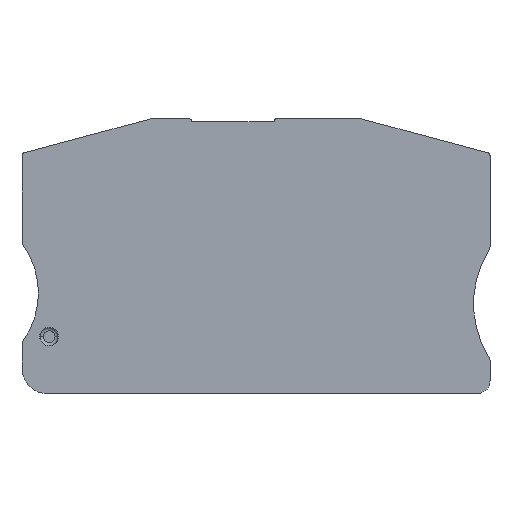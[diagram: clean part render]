
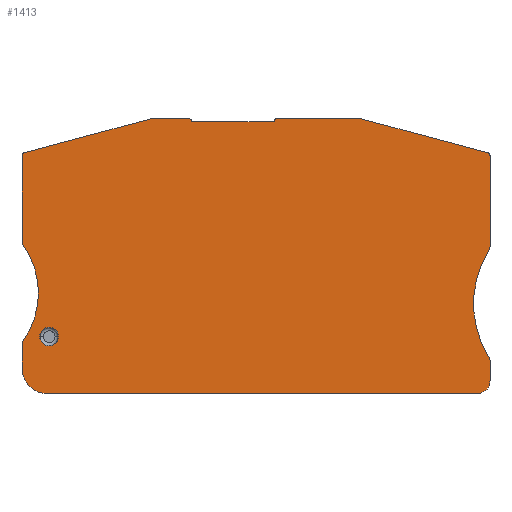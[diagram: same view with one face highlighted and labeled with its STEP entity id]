
A CAD part, top view. The second image highlights one B-rep face of the part: STEP entity #1413.
In plain terms, the highlighted planar face has unit normal (0, 0, 1).
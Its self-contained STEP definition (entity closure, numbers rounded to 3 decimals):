
#428=DIRECTION('',(-0.358,-0.934,0.));
#429=VECTOR('',#428,0.192);
#430=CARTESIAN_POINT('',(6.587,43.279,8.3));
#431=LINE('',#430,#429);
#436=DIRECTION('',(-0.358,0.934,0.));
#437=VECTOR('',#436,0.192);
#438=CARTESIAN_POINT('',(-6.518,43.1,8.3));
#439=LINE('',#438,#437);
#444=CARTESIAN_POINT('',(-29.05,9.1,8.3));
#445=DIRECTION('',(0.,0.,1.));
#446=DIRECTION('',(1.,0.,0.));
#447=AXIS2_PLACEMENT_3D('',#444,#445,#446);
#449=CARTESIAN_POINT('',(-29.05,9.1,8.3));
#450=DIRECTION('',(0.,0.,1.));
#451=DIRECTION('',(-1.,0.,0.));
#452=AXIS2_PLACEMENT_3D('',#449,#450,#451);
#454=DIRECTION('',(1.,0.,0.));
#455=VECTOR('',#454,13.035);
#456=CARTESIAN_POINT('',(-6.518,43.1,8.3));
#457=LINE('',#456,#455);
#458=CARTESIAN_POINT('',(7.053,43.1,8.3));
#459=DIRECTION('',(0.,0.,1.));
#460=DIRECTION('',(0.,1.,0.));
#461=AXIS2_PLACEMENT_3D('',#458,#459,#460);
#463=DIRECTION('',(-1.,0.,0.));
#464=VECTOR('',#463,12.997);
#465=CARTESIAN_POINT('',(20.05,43.6,8.3));
#466=LINE('',#465,#464);
#467=DIRECTION('',(-0.966,0.259,0.));
#468=VECTOR('',#467,20.943);
#469=CARTESIAN_POINT('',(40.279,38.18,8.3));
#470=LINE('',#469,#468);
#471=CARTESIAN_POINT('',(40.15,37.697,8.3));
#472=DIRECTION('',(0.,0.,1.));
#473=DIRECTION('',(1.,0.,0.));
#474=AXIS2_PLACEMENT_3D('',#471,#472,#473);
#476=DIRECTION('',(0.,1.,0.));
#477=VECTOR('',#476,7.162);
#478=CARTESIAN_POINT('',(40.65,30.535,8.3));
#479=LINE('',#478,#477);
#480=DIRECTION('',(0.,1.,0.));
#481=VECTOR('',#480,7.199);
#482=CARTESIAN_POINT('',(40.65,23.335,8.3));
#483=LINE('',#482,#481);
#484=CARTESIAN_POINT('',(39.65,23.335,8.3));
#485=DIRECTION('',(0.,0.,1.));
#486=DIRECTION('',(0.847,-0.531,0.));
#487=AXIS2_PLACEMENT_3D('',#484,#485,#486);
#489=CARTESIAN_POINT('',(54.05,14.3,8.3));
#490=DIRECTION('',(0.,0.,-1.));
#491=DIRECTION('',(-0.847,-0.531,0.));
#492=AXIS2_PLACEMENT_3D('',#489,#490,#491);
#494=CARTESIAN_POINT('',(39.65,5.265,8.3));
#495=DIRECTION('',(0.,0.,1.));
#496=DIRECTION('',(1.,0.,0.));
#497=AXIS2_PLACEMENT_3D('',#494,#495,#496);
#499=DIRECTION('',(0.,1.,0.));
#500=VECTOR('',#499,3.165);
#501=CARTESIAN_POINT('',(40.65,2.1,8.3));
#502=LINE('',#501,#500);
#503=CARTESIAN_POINT('',(38.65,2.1,8.3));
#504=DIRECTION('',(0.,0.,1.));
#505=DIRECTION('',(0.,-1.,0.));
#506=AXIS2_PLACEMENT_3D('',#503,#504,#505);
#508=DIRECTION('',(1.,0.,0.));
#509=VECTOR('',#508,68.);
#510=CARTESIAN_POINT('',(-29.35,0.1,8.3));
#511=LINE('',#510,#509);
#512=CARTESIAN_POINT('',(-29.35,4.1,8.3));
#513=DIRECTION('',(0.,0.,1.));
#514=DIRECTION('',(-1.,0.,0.));
#515=AXIS2_PLACEMENT_3D('',#512,#513,#514);
#517=DIRECTION('',(0.,-1.,0.));
#518=VECTOR('',#517,3.773);
#519=CARTESIAN_POINT('',(-33.35,7.873,8.3));
#520=LINE('',#519,#518);
#521=CARTESIAN_POINT('',(-32.35,7.873,8.3));
#522=DIRECTION('',(0.,0.,1.));
#523=DIRECTION('',(-0.814,0.58,0.));
#524=AXIS2_PLACEMENT_3D('',#521,#522,#523);
#526=CARTESIAN_POINT('',(-43.75,16.,8.3));
#527=DIRECTION('',(0.,0.,-1.));
#528=DIRECTION('',(0.814,0.58,0.));
#529=AXIS2_PLACEMENT_3D('',#526,#527,#528);
#531=CARTESIAN_POINT('',(-32.35,24.127,8.3));
#532=DIRECTION('',(0.,0.,1.));
#533=DIRECTION('',(-1.,0.,0.));
#534=AXIS2_PLACEMENT_3D('',#531,#532,#533);
#536=DIRECTION('',(0.,-1.,0.));
#537=VECTOR('',#536,6.408);
#538=CARTESIAN_POINT('',(-33.35,30.535,8.3));
#539=LINE('',#538,#537);
#540=DIRECTION('',(0.,-1.,0.));
#541=VECTOR('',#540,7.162);
#542=CARTESIAN_POINT('',(-33.35,37.697,8.3));
#543=LINE('',#542,#541);
#544=CARTESIAN_POINT('',(-32.85,37.697,8.3));
#545=DIRECTION('',(0.,0.,1.));
#546=DIRECTION('',(-0.259,0.966,0.));
#547=AXIS2_PLACEMENT_3D('',#544,#545,#546);
#549=DIRECTION('',(-0.966,-0.259,0.));
#550=VECTOR('',#549,20.943);
#551=CARTESIAN_POINT('',(-12.75,43.6,8.3));
#552=LINE('',#551,#550);
#553=DIRECTION('',(-1.,0.,0.));
#554=VECTOR('',#553,5.697);
#555=CARTESIAN_POINT('',(-7.053,43.6,8.3));
#556=LINE('',#555,#554);
#557=CARTESIAN_POINT('',(-7.053,43.1,8.3));
#558=DIRECTION('',(0.,0.,1.));
#559=DIRECTION('',(0.934,0.358,0.));
#560=AXIS2_PLACEMENT_3D('',#557,#558,#559);
#728=CARTESIAN_POINT('',(-12.75,43.6,8.3));
#729=CARTESIAN_POINT('',(-32.979,38.18,8.3));
#730=VERTEX_POINT('',#728);
#731=VERTEX_POINT('',#729);
#732=CARTESIAN_POINT('',(-33.35,37.697,8.3));
#733=VERTEX_POINT('',#732);
#734=CARTESIAN_POINT('',(-33.35,30.535,8.3));
#735=VERTEX_POINT('',#734);
#736=CARTESIAN_POINT('',(-33.35,24.127,8.3));
#737=VERTEX_POINT('',#736);
#738=CARTESIAN_POINT('',(-33.164,23.546,8.3));
#739=VERTEX_POINT('',#738);
#740=CARTESIAN_POINT('',(-33.164,8.454,8.3));
#741=VERTEX_POINT('',#740);
#742=CARTESIAN_POINT('',(-33.35,7.873,8.3));
#743=VERTEX_POINT('',#742);
#744=CARTESIAN_POINT('',(-33.35,4.1,8.3));
#745=VERTEX_POINT('',#744);
#746=CARTESIAN_POINT('',(-29.35,0.1,8.3));
#747=VERTEX_POINT('',#746);
#748=CARTESIAN_POINT('',(38.65,0.1,8.3));
#749=VERTEX_POINT('',#748);
#750=CARTESIAN_POINT('',(40.65,2.1,8.3));
#751=VERTEX_POINT('',#750);
#752=CARTESIAN_POINT('',(40.65,5.265,8.3));
#753=VERTEX_POINT('',#752);
#754=CARTESIAN_POINT('',(40.497,5.796,8.3));
#755=VERTEX_POINT('',#754);
#756=CARTESIAN_POINT('',(40.497,22.804,8.3));
#757=VERTEX_POINT('',#756);
#758=CARTESIAN_POINT('',(40.65,23.335,8.3));
#759=VERTEX_POINT('',#758);
#760=CARTESIAN_POINT('',(40.65,30.535,8.3));
#761=VERTEX_POINT('',#760);
#762=CARTESIAN_POINT('',(40.65,37.697,8.3));
#763=VERTEX_POINT('',#762);
#764=CARTESIAN_POINT('',(40.279,38.18,8.3));
#765=VERTEX_POINT('',#764);
#766=CARTESIAN_POINT('',(20.05,43.6,8.3));
#767=VERTEX_POINT('',#766);
#768=CARTESIAN_POINT('',(7.053,43.6,8.3));
#769=CARTESIAN_POINT('',(6.587,43.279,8.3));
#770=VERTEX_POINT('',#768);
#771=VERTEX_POINT('',#769);
#780=CARTESIAN_POINT('',(-6.587,43.279,8.3));
#781=VERTEX_POINT('',#780);
#782=CARTESIAN_POINT('',(-7.053,43.6,8.3));
#783=VERTEX_POINT('',#782);
#820=CARTESIAN_POINT('',(-27.571,9.1,8.3));
#821=CARTESIAN_POINT('',(-30.529,9.1,8.3));
#822=VERTEX_POINT('',#820);
#823=VERTEX_POINT('',#821);
#857=CARTESIAN_POINT('',(-6.518,43.1,8.3));
#859=VERTEX_POINT('',#857);
#860=CARTESIAN_POINT('',(6.518,43.1,8.3));
#862=VERTEX_POINT('',#860);
#1351=CARTESIAN_POINT('',(0.,0.,8.3));
#1352=DIRECTION('',(0.,0.,1.));
#1353=DIRECTION('',(1.,0.,0.));
#1354=AXIS2_PLACEMENT_3D('',#1351,#1352,#1353);
#1355=PLANE('',#1354);
#1356=ORIENTED_EDGE('',*,*,#1343,.F.);
#1357=ORIENTED_EDGE('',*,*,#1332,.T.);
#1358=ORIENTED_EDGE('',*,*,#1318,.F.);
#1360=ORIENTED_EDGE('',*,*,#1359,.F.);
#1362=ORIENTED_EDGE('',*,*,#1361,.F.);
#1364=ORIENTED_EDGE('',*,*,#1363,.F.);
#1366=ORIENTED_EDGE('',*,*,#1365,.F.);
#1368=ORIENTED_EDGE('',*,*,#1367,.F.);
#1370=ORIENTED_EDGE('',*,*,#1369,.F.);
#1372=ORIENTED_EDGE('',*,*,#1371,.F.);
#1374=ORIENTED_EDGE('',*,*,#1373,.F.);
#1376=ORIENTED_EDGE('',*,*,#1375,.F.);
#1378=ORIENTED_EDGE('',*,*,#1377,.F.);
#1380=ORIENTED_EDGE('',*,*,#1379,.F.);
#1382=ORIENTED_EDGE('',*,*,#1381,.F.);
#1384=ORIENTED_EDGE('',*,*,#1383,.F.);
#1386=ORIENTED_EDGE('',*,*,#1385,.F.);
#1388=ORIENTED_EDGE('',*,*,#1387,.F.);
#1390=ORIENTED_EDGE('',*,*,#1389,.F.);
#1392=ORIENTED_EDGE('',*,*,#1391,.F.);
#1394=ORIENTED_EDGE('',*,*,#1393,.F.);
#1396=ORIENTED_EDGE('',*,*,#1395,.F.);
#1398=ORIENTED_EDGE('',*,*,#1397,.F.);
#1400=ORIENTED_EDGE('',*,*,#1399,.F.);
#1402=ORIENTED_EDGE('',*,*,#1401,.F.);
#1404=ORIENTED_EDGE('',*,*,#1403,.F.);
#1405=EDGE_LOOP('',(#1356,#1357,#1358,#1360,#1362,#1364,#1366,#1368,#1370,#1372,
#1374,#1376,#1378,#1380,#1382,#1384,#1386,#1388,#1390,#1392,#1394,#1396,#1398,
#1400,#1402,#1404));
#1406=FACE_OUTER_BOUND('',#1405,.F.);
#1408=ORIENTED_EDGE('',*,*,#1407,.T.);
#1410=ORIENTED_EDGE('',*,*,#1409,.T.);
#1411=EDGE_LOOP('',(#1408,#1410));
#1412=FACE_BOUND('',#1411,.F.);
#1413=ADVANCED_FACE('',(#1406,#1412),#1355,.T.);
#448=CIRCLE('',#447,1.479);
#453=CIRCLE('',#452,1.479);
#462=CIRCLE('',#461,0.5);
#475=CIRCLE('',#474,0.5);
#488=CIRCLE('',#487,1.);
#493=CIRCLE('',#492,16.);
#498=CIRCLE('',#497,1.);
#507=CIRCLE('',#506,2.);
#516=CIRCLE('',#515,4.);
#525=CIRCLE('',#524,1.);
#530=CIRCLE('',#529,13.);
#535=CIRCLE('',#534,1.);
#548=CIRCLE('',#547,0.5);
#561=CIRCLE('',#560,0.5);
#1318=EDGE_CURVE('',#771,#862,#431,.T.);
#1332=EDGE_CURVE('',#859,#862,#457,.T.);
#1343=EDGE_CURVE('',#859,#781,#439,.T.);
#1359=EDGE_CURVE('',#770,#771,#462,.T.);
#1361=EDGE_CURVE('',#767,#770,#466,.T.);
#1363=EDGE_CURVE('',#765,#767,#470,.T.);
#1365=EDGE_CURVE('',#763,#765,#475,.T.);
#1367=EDGE_CURVE('',#761,#763,#479,.T.);
#1369=EDGE_CURVE('',#759,#761,#483,.T.);
#1371=EDGE_CURVE('',#757,#759,#488,.T.);
#1373=EDGE_CURVE('',#755,#757,#493,.T.);
#1375=EDGE_CURVE('',#753,#755,#498,.T.);
#1377=EDGE_CURVE('',#751,#753,#502,.T.);
#1379=EDGE_CURVE('',#749,#751,#507,.T.);
#1381=EDGE_CURVE('',#747,#749,#511,.T.);
#1383=EDGE_CURVE('',#745,#747,#516,.T.);
#1385=EDGE_CURVE('',#743,#745,#520,.T.);
#1387=EDGE_CURVE('',#741,#743,#525,.T.);
#1389=EDGE_CURVE('',#739,#741,#530,.T.);
#1391=EDGE_CURVE('',#737,#739,#535,.T.);
#1393=EDGE_CURVE('',#735,#737,#539,.T.);
#1395=EDGE_CURVE('',#733,#735,#543,.T.);
#1397=EDGE_CURVE('',#731,#733,#548,.T.);
#1399=EDGE_CURVE('',#730,#731,#552,.T.);
#1401=EDGE_CURVE('',#783,#730,#556,.T.);
#1403=EDGE_CURVE('',#781,#783,#561,.T.);
#1407=EDGE_CURVE('',#822,#823,#448,.T.);
#1409=EDGE_CURVE('',#823,#822,#453,.T.);
